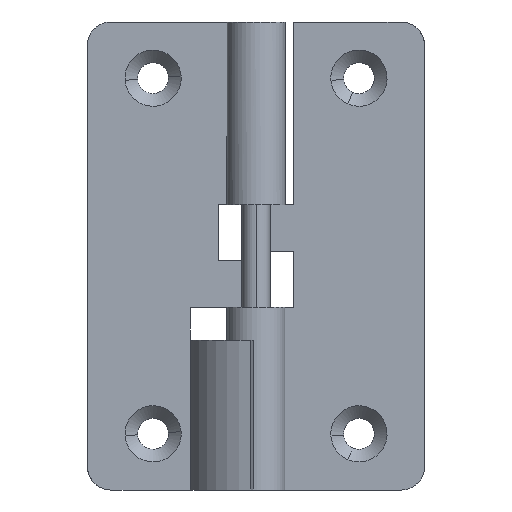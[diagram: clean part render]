
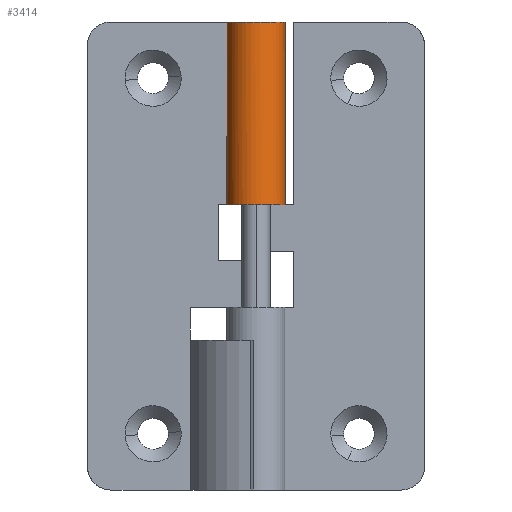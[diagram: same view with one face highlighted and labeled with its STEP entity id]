
A CAD part, front view. The second image highlights one B-rep face of the part: STEP entity #3414.
In plain terms, the highlighted free-form (B-spline) face has degree [1, 2] with [2, 7] control points.
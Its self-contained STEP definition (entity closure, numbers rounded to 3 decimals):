
#3019=CARTESIAN_POINT('',(-2.74,1.45,30.5));
#3020=VERTEX_POINT('',#3019);
#3021=CARTESIAN_POINT('',(0.0,3.1,30.5));
#3022=VERTEX_POINT('',#3021);
#3023=CARTESIAN_POINT('',(-2.74,1.45,30.5));
#3024=CARTESIAN_POINT('',(-3.842,-0.632,30.5));
#3025=CARTESIAN_POINT('',(-2.131,-2.252,30.5));
#3026=CARTESIAN_POINT('',(-0.419,-3.871,30.5));
#3027=CARTESIAN_POINT('',(1.599,-2.656,30.5));
#3028=CARTESIAN_POINT('',(3.618,-1.44,30.5));
#3029=CARTESIAN_POINT('',(2.987,0.83,30.5));
#3030=CARTESIAN_POINT('',(2.356,3.1,30.5));
#3031=CARTESIAN_POINT('',(0.0,3.1,30.5));
#3039=(BOUNDED_CURVE()B_SPLINE_CURVE(2,(#3023,#3024,#3025,#3026,#3027,#3028,#3029,#3030,#3031),.UNSPECIFIED.,.F.,.U.)B_SPLINE_CURVE_WITH_KNOTS((3,2,2,2,3),(0.0,0.25,0.5,0.75,1.0),.UNSPECIFIED.)CURVE()GEOMETRIC_REPRESENTATION_ITEM()RATIONAL_B_SPLINE_CURVE((1.0,0.796,1.0,0.796,1.0,0.796,1.0,0.796,1.0))REPRESENTATION_ITEM(''));
#3040=EDGE_CURVE('',#3020,#3022,#3039,.T.);
#3219=CARTESIAN_POINT('',(0.0,3.1,50.0));
#3220=VERTEX_POINT('',#3219);
#3255=CARTESIAN_POINT('',(-2.74,1.45,50.0));
#3256=VERTEX_POINT('',#3255);
#3262=CARTESIAN_POINT('',(0.0,3.1,50.0));
#3263=CARTESIAN_POINT('',(2.356,3.1,50.0));
#3264=CARTESIAN_POINT('',(2.987,0.83,50.0));
#3265=CARTESIAN_POINT('',(3.618,-1.44,50.0));
#3266=CARTESIAN_POINT('',(1.599,-2.656,50.0));
#3267=CARTESIAN_POINT('',(-0.419,-3.871,50.0));
#3268=CARTESIAN_POINT('',(-2.131,-2.252,50.0));
#3269=CARTESIAN_POINT('',(-3.842,-0.632,50.0));
#3270=CARTESIAN_POINT('',(-2.74,1.45,50.0));
#3278=(BOUNDED_CURVE()B_SPLINE_CURVE(2,(#3262,#3263,#3264,#3265,#3266,#3267,#3268,#3269,#3270),.UNSPECIFIED.,.F.,.U.)B_SPLINE_CURVE_WITH_KNOTS((3,2,2,2,3),(0.0,0.25,0.5,0.75,1.0),.UNSPECIFIED.)CURVE()GEOMETRIC_REPRESENTATION_ITEM()RATIONAL_B_SPLINE_CURVE((1.0,0.796,1.0,0.796,1.0,0.796,1.0,0.796,1.0))REPRESENTATION_ITEM(''));
#3279=EDGE_CURVE('',#3220,#3256,#3278,.T.);
#3373=CARTESIAN_POINT('',(-2.74,1.45,50.0));
#3374=CARTESIAN_POINT('',(-2.74,1.45,30.5));
#3375=QUASI_UNIFORM_CURVE('',1,(#3373,#3374),.UNSPECIFIED.,.F.,.U.);
#3376=EDGE_CURVE('',#3256,#3020,#3375,.T.);
#3382=CARTESIAN_POINT('',(-2.698,1.527,50.488));
#3383=CARTESIAN_POINT('',(-2.698,1.527,30.));
#3384=CARTESIAN_POINT('',(-4.561,-1.766,50.488));
#3385=CARTESIAN_POINT('',(-4.561,-1.766,30.));
#3386=CARTESIAN_POINT('',(-0.967,-2.945,50.488));
#3387=CARTESIAN_POINT('',(-0.967,-2.945,30.));
#3388=CARTESIAN_POINT('',(2.628,-4.125,50.488));
#3389=CARTESIAN_POINT('',(2.628,-4.125,30.));
#3390=CARTESIAN_POINT('',(3.078,-0.369,50.488));
#3391=CARTESIAN_POINT('',(3.078,-0.369,30.));
#3392=CARTESIAN_POINT('',(3.528,3.387,50.488));
#3393=CARTESIAN_POINT('',(3.528,3.387,30.));
#3394=CARTESIAN_POINT('',(-0.243,3.09,50.488));
#3395=CARTESIAN_POINT('',(-0.243,3.09,30.));
#3403=(BOUNDED_SURFACE()B_SPLINE_SURFACE(1,2,((#3382,#3384,#3386,#3388,#3390,#3392,#3394),(#3383,#3385,#3387,#3389,#3391,#3393,#3395)),.UNSPECIFIED.,.F.,.F.,.U.)B_SPLINE_SURFACE_WITH_KNOTS((2,2),(3,2,2,3),(0.0,20.487),(0.0,5.87,11.741,17.611),.UNSPECIFIED.)GEOMETRIC_REPRESENTATION_ITEM()RATIONAL_B_SPLINE_SURFACE(((1.0,0.634,1.0,0.634,1.0,0.634,1.0),(1.0,0.634,1.0,0.634,1.0,0.634,1.0)))REPRESENTATION_ITEM('')SURFACE());
#3404=ORIENTED_EDGE('',*,*,#3376,.T.);
#3405=ORIENTED_EDGE('',*,*,#3040,.T.);
#3406=CARTESIAN_POINT('',(0.0,3.1,50.0));
#3407=CARTESIAN_POINT('',(0.0,3.1,30.5));
#3408=QUASI_UNIFORM_CURVE('',1,(#3406,#3407),.UNSPECIFIED.,.F.,.U.);
#3409=EDGE_CURVE('',#3220,#3022,#3408,.T.);
#3410=ORIENTED_EDGE('',*,*,#3409,.F.);
#3411=ORIENTED_EDGE('',*,*,#3279,.T.);
#3412=EDGE_LOOP('',(#3404,#3405,#3410,#3411));
#3413=FACE_OUTER_BOUND('',#3412,.T.);
#3414=ADVANCED_FACE('',(#3413),#3403,.T.);
